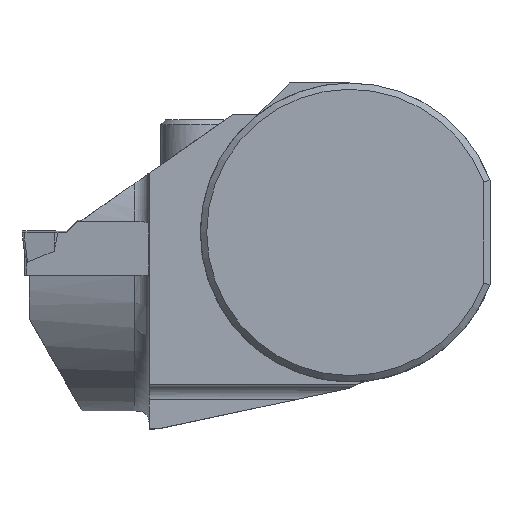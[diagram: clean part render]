
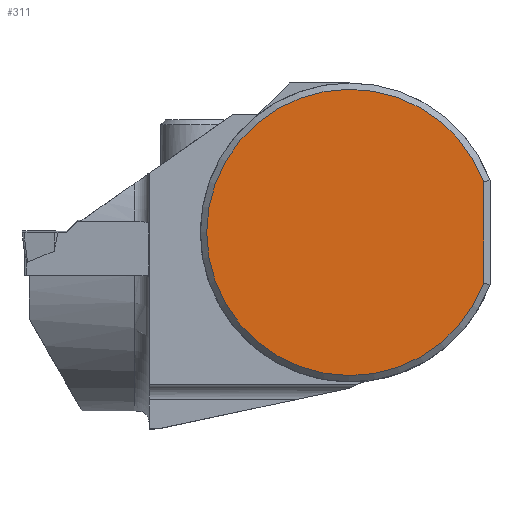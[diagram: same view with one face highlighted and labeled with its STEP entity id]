
A CAD part, top view. The second image highlights one B-rep face of the part: STEP entity #311.
In plain terms, the highlighted planar face has unit normal (0, 0, 1).
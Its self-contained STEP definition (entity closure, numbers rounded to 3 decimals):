
#232=CIRCLE('',#1971,15.325);
#311=ADVANCED_FACE('',(#459),#390,.F.);
#390=PLANE('',#1974);
#459=FACE_OUTER_BOUND('',#554,.T.);
#554=EDGE_LOOP('',(#914,#915));
#914=ORIENTED_EDGE('',*,*,#1430,.T.);
#915=ORIENTED_EDGE('',*,*,#1439,.T.);
#1215=VERTEX_POINT('',#3115);
#1216=VERTEX_POINT('',#3117);
#1430=EDGE_CURVE('',#1216,#1215,#1630,.T.);
#1439=EDGE_CURVE('',#1215,#1216,#232,.T.);
#1630=LINE('',#3116,#1777);
#1777=VECTOR('',#2334,1.);
#1971=AXIS2_PLACEMENT_3D('',#3139,#2357,#2358);
#1974=AXIS2_PLACEMENT_3D('',#3142,#2363,#2364);
#2334=DIRECTION('',(0.,1.,0.));
#2357=DIRECTION('',(0.,0.,1.));
#2358=DIRECTION('',(-1.,0.,0.));
#2363=DIRECTION('',(0.,0.,-1.));
#2364=DIRECTION('',(-1.,0.,0.));
#3115=CARTESIAN_POINT('',(14.325,5.445,0.));
#3116=CARTESIAN_POINT('',(14.325,16.,0.));
#3117=CARTESIAN_POINT('',(14.325,-5.445,0.));
#3139=CARTESIAN_POINT('',(0.,0.,0.));
#3142=CARTESIAN_POINT('',(0.,0.,0.));
